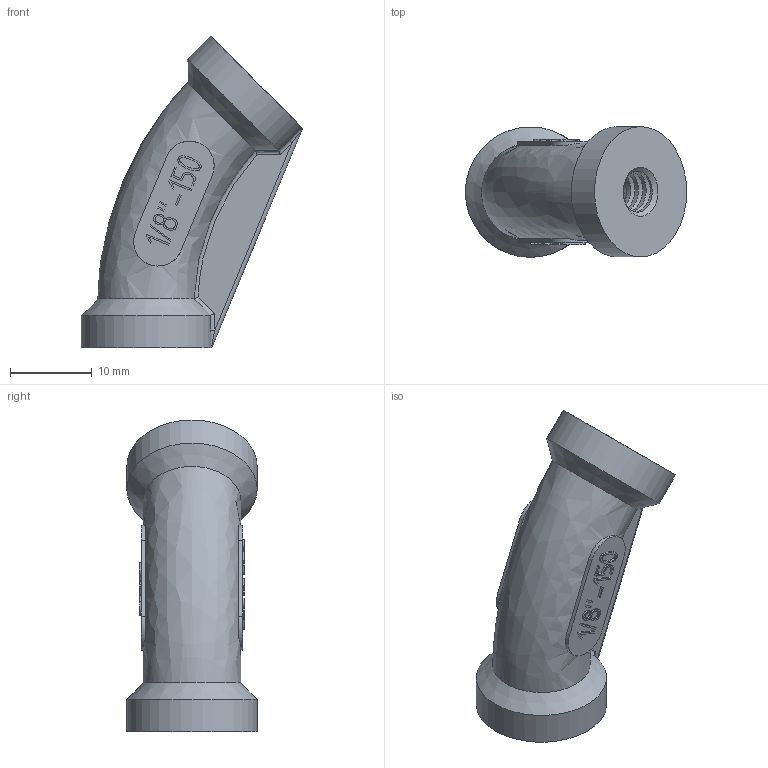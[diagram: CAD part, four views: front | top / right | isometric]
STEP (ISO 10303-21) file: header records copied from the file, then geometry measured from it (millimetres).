
FILE_DESCRIPTION(/* description */ ('Unknown'),/* implementation_level */ '2;1');
FILE_NAME(/* name */ 'DN5',/* time_stamp */ '2021-07-27T17:00:11+08:00',/* author */ ('Unknown'),/* organization */ ('Unknown'),/* preprocessor_version */ 'ST-DEVELOPER v16.7',/* originating_system */ 'DEX',/* authorisation */ $);
FILE_SCHEMA (('AUTOMOTIVE_DESIGN {1 0 10303 214 3 1 1}'));
Length unit declared in the file: millimetre
Products named in the file (1): DN5
Bounding box: 27.01 x 15.9 x 38.06 mm (x, y, z)
Volume: 4493 mm3; surface area: 2976.4 mm2
Topology: 1 solids, 1 shells, 150 faces, 368 edges, 238 vertices
Faces by surface type: plane 90, bspline 36, cylinder 20, cone 4
Full cylindrical faces by diameter (mm): 5 x6, 15.9 x2
Entity records: 5949 total; most frequent: CARTESIAN_POINT 2860, ORIENTED_EDGE 682, DIRECTION 501, EDGE_CURVE 341, VERTEX_POINT 226, LINE 203, VECTOR 203, EDGE_LOOP 173
